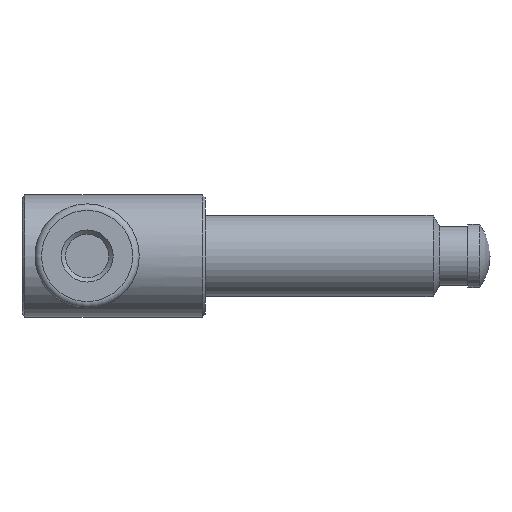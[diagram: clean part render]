
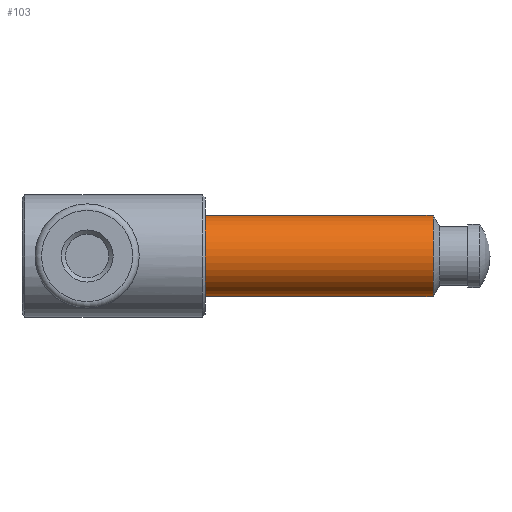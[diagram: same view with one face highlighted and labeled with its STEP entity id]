
A CAD part, left-side view. The second image highlights one B-rep face of the part: STEP entity #103.
In plain terms, the highlighted cylindrical face has radius 10 mm (diameter 20 mm), a full revolution.
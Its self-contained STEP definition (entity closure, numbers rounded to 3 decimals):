
#103 = ADVANCED_FACE( '', ( #228, #229 ), #230, .T. );
#228 = FACE_OUTER_BOUND( '', #350, .T. );
#229 = FACE_OUTER_BOUND( '', #351, .T. );
#230 = CYLINDRICAL_SURFACE( '', #352, 10. );
#350 = EDGE_LOOP( '', ( #516 ) );
#351 = EDGE_LOOP( '', ( #517 ) );
#352 = AXIS2_PLACEMENT_3D( '', #518, #519, #520 );
#516 = ORIENTED_EDGE( '', *, *, #578, .F. );
#517 = ORIENTED_EDGE( '', *, *, #567, .T. );
#518 = CARTESIAN_POINT( '', ( 0., 0., 0. ) );
#519 = DIRECTION( '', ( 0., 1., 0. ) );
#520 = DIRECTION( '', ( 0., 0., -1. ) );
#567 = EDGE_CURVE( '', #640, #640, #641, .T. );
#578 = EDGE_CURVE( '', #657, #657, #658, .T. );
#640 = VERTEX_POINT( '', #725 );
#641 = CIRCLE( '', #726, 10. );
#657 = VERTEX_POINT( '', #831 );
#658 = CIRCLE( '', #832, 10. );
#725 = CARTESIAN_POINT( '', ( 0., 70., -10. ) );
#726 = AXIS2_PLACEMENT_3D( '', #992, #993, #994 );
#831 = CARTESIAN_POINT( '', ( 0., 14., -10. ) );
#832 = AXIS2_PLACEMENT_3D( '', #1007, #1008, #1009 );
#992 = CARTESIAN_POINT( '', ( 0., 70., 0. ) );
#993 = DIRECTION( '', ( 0., -1., 0. ) );
#994 = DIRECTION( '', ( 0., 0., -1. ) );
#1007 = CARTESIAN_POINT( '', ( 0., 14., 0. ) );
#1008 = DIRECTION( '', ( 0., -1., 0. ) );
#1009 = DIRECTION( '', ( 0., 0., -1. ) );
